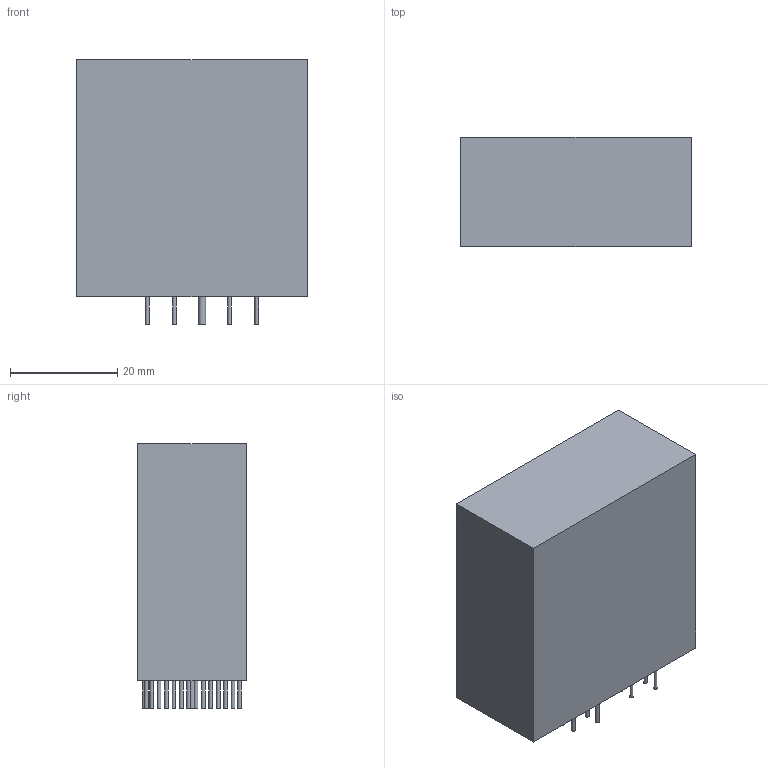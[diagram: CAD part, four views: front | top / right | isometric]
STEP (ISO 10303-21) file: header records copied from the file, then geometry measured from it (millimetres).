
FILE_DESCRIPTION(('FreeCAD Model'),'2;1');
FILE_NAME('243104.1.1.stp','2020-04-08T01:46:01',( 'Author'),(''),'Open CASCADE STEP processor 6.9','FreeCAD','Unknown' );
FILE_SCHEMA(('AUTOMOTIVE_DESIGN { 1 0 10303 214 1 1 1 1 }'));
Length unit declared in the file: millimetre
Products named in the file (3): ASSEMBLY; Body; Leads
Assembly tree (30 placements, depth 2):
  ASSEMBLY
    Body
    Leads  x29
Bounding box: 42.9 x 20.3 x 49.3 mm (x, y, z)
Volume: 40259 mm3; surface area: 17634.8 mm2
Topology: 842 solids, 842 shells, 2529 faces, 2535 edges, 1690 vertices
Faces by surface type: plane 1688, cylinder 841
Full cylindrical faces by diameter (mm): 0.69 x812, 1.37 x29
Entity records: 3524 total; most frequent: DIRECTION 603, CARTESIAN_POINT 487, ORIENTED_EDGE 198, PCURVE 198, DEFINITIONAL_REPRESENTATION 198, AXIS2_PLACEMENT_3D 182, LINE 181, VECTOR 181
